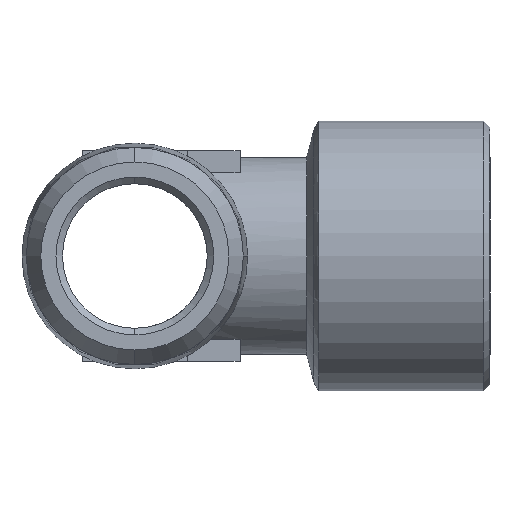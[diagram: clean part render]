
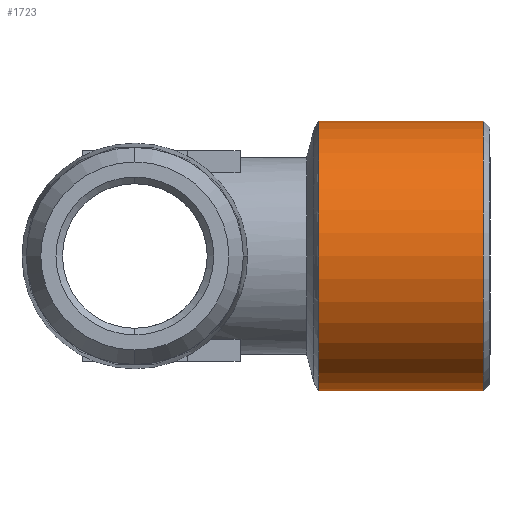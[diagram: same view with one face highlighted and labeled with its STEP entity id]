
A CAD part, left-side view. The second image highlights one B-rep face of the part: STEP entity #1723.
In plain terms, the highlighted cylindrical face has radius 10.25 mm (diameter 20.5 mm), a partial arc.
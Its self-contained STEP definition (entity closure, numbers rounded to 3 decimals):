
#17 = CARTESIAN_POINT ( 'NONE',  ( 9., -30.5, 0. ) ) ;
#24 = ORIENTED_EDGE ( 'NONE', *, *, #814, .F. ) ;
#61 = AXIS2_PLACEMENT_3D ( 'NONE', #17, #1818, #1241 ) ;
#115 = FACE_OUTER_BOUND ( 'NONE', #460, .T. ) ;
#227 = VECTOR ( 'NONE', #1191, 1000. ) ;
#235 = CARTESIAN_POINT ( 'NONE',  ( 9., -17.973, 10.25 ) ) ;
#279 = CARTESIAN_POINT ( 'NONE',  ( 9., -30.5, -10.25 ) ) ;
#363 = CARTESIAN_POINT ( 'NONE',  ( 9., -30.5, 10.25 ) ) ;
#397 = EDGE_CURVE ( 'NONE', #778, #1859, #1518, .T. ) ;
#431 = AXIS2_PLACEMENT_3D ( 'NONE', #1771, #886, #1946 ) ;
#460 = EDGE_LOOP ( 'NONE', ( #701, #1329, #890, #24 ) ) ;
#483 = VERTEX_POINT ( 'NONE', #1776 ) ;
#555 = VECTOR ( 'NONE', #807, 1000. ) ;
#664 = CARTESIAN_POINT ( 'NONE',  ( 9., -30.5, -10.25 ) ) ;
#701 = ORIENTED_EDGE ( 'NONE', *, *, #397, .F. ) ;
#735 = CIRCLE ( 'NONE', #431, 10.25 ) ;
#762 = EDGE_CURVE ( 'NONE', #483, #1856, #894, .T. ) ;
#778 = VERTEX_POINT ( 'NONE', #664 ) ;
#807 = DIRECTION ( 'NONE',  ( 0., 1., 0. ) ) ;
#814 = EDGE_CURVE ( 'NONE', #1859, #1856, #735, .T. ) ;
#879 = DIRECTION ( 'NONE',  ( 0., 1., 0. ) ) ;
#886 = DIRECTION ( 'NONE',  ( 0., 1., 0. ) ) ;
#890 = ORIENTED_EDGE ( 'NONE', *, *, #762, .T. ) ;
#894 = LINE ( 'NONE', #363, #555 ) ;
#1191 = DIRECTION ( 'NONE',  ( 0., 1., 0. ) ) ;
#1241 = DIRECTION ( 'NONE',  ( 0., 0., 1. ) ) ;
#1279 = CYLINDRICAL_SURFACE ( 'NONE', #61, 10.25 ) ;
#1329 = ORIENTED_EDGE ( 'NONE', *, *, #1935, .T. ) ;
#1331 = DIRECTION ( 'NONE',  ( 0., 0., 1. ) ) ;
#1503 = AXIS2_PLACEMENT_3D ( 'NONE', #1759, #879, #1331 ) ;
#1518 = LINE ( 'NONE', #279, #227 ) ;
#1723 = ADVANCED_FACE ( 'NONE', ( #115 ), #1279, .T. ) ;
#1740 = CIRCLE ( 'NONE', #1503, 10.25 ) ;
#1759 = CARTESIAN_POINT ( 'NONE',  ( 9., -30.5, 0. ) ) ;
#1771 = CARTESIAN_POINT ( 'NONE',  ( 9., -17.973, 0. ) ) ;
#1776 = CARTESIAN_POINT ( 'NONE',  ( 9., -30.5, 10.25 ) ) ;
#1818 = DIRECTION ( 'NONE',  ( 0., 1., 0. ) ) ;
#1856 = VERTEX_POINT ( 'NONE', #235 ) ;
#1859 = VERTEX_POINT ( 'NONE', #1903 ) ;
#1903 = CARTESIAN_POINT ( 'NONE',  ( 9., -17.973, -10.25 ) ) ;
#1935 = EDGE_CURVE ( 'NONE', #778, #483, #1740, .T. ) ;
#1946 = DIRECTION ( 'NONE',  ( 0., 0., 1. ) ) ;
